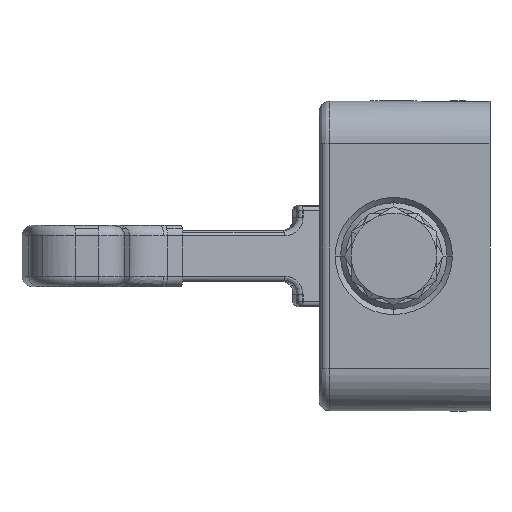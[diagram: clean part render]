
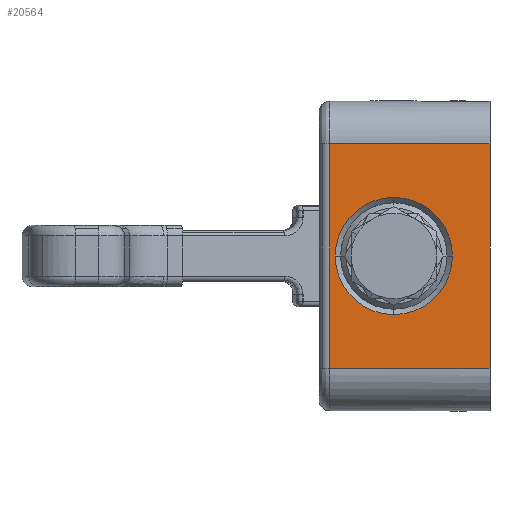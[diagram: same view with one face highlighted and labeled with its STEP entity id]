
A CAD part, left-side view. The second image highlights one B-rep face of the part: STEP entity #20564.
In plain terms, the highlighted planar face has unit normal (-1, 0, 0).
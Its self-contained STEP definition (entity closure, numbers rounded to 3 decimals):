
#1344=CARTESIAN_POINT('',(-67.5,28.965,0.));
#1345=VERTEX_POINT('',#1344);
#1361=CARTESIAN_POINT('',(-67.5,18.,10.965));
#1362=VERTEX_POINT('',#1361);
#1369=CARTESIAN_POINT('',(-67.5,18.,0.0));
#1370=DIRECTION('',(-1.0,0.0,0.0));
#1371=DIRECTION('',(0.0,1.0,0.0));
#1372=AXIS2_PLACEMENT_3D('',#1369,#1370,#1371);
#1373=CIRCLE('',#1372,10.965);
#1374=EDGE_CURVE('',#1362,#1345,#1373,.T.);
#1394=CARTESIAN_POINT('',(-67.5,30.0,-21.0));
#1395=VERTEX_POINT('',#1394);
#1409=CARTESIAN_POINT('',(-67.5,30.0,21.0));
#1410=VERTEX_POINT('',#1409);
#1411=CARTESIAN_POINT('',(-67.5,30.0,21.0));
#1412=DIRECTION('',(0.0,0.0,-1.0));
#1413=VECTOR('',#1412,42.0);
#1414=LINE('',#1411,#1413);
#1415=EDGE_CURVE('',#1395,#1410,#1414,.F.);
#2412=CARTESIAN_POINT('',(-67.5,7.035,0.));
#2413=VERTEX_POINT('',#2412);
#2427=CARTESIAN_POINT('',(-67.5,18.,-10.965));
#2428=VERTEX_POINT('',#2427);
#2435=CARTESIAN_POINT('',(-67.5,18.,0.0));
#2436=DIRECTION('',(-1.0,0.0,0.0));
#2437=DIRECTION('',(0.0,1.0,0.0));
#2438=AXIS2_PLACEMENT_3D('',#2435,#2436,#2437);
#2439=CIRCLE('',#2438,10.965);
#2440=EDGE_CURVE('',#2428,#2413,#2439,.T.);
#3185=CARTESIAN_POINT('',(-67.5,18.,0.0));
#3186=DIRECTION('',(-1.0,0.0,0.0));
#3187=DIRECTION('',(0.0,1.0,0.0));
#3188=AXIS2_PLACEMENT_3D('',#3185,#3186,#3187);
#3189=CIRCLE('',#3188,10.965);
#3190=EDGE_CURVE('',#2413,#1362,#3189,.T.);
#11971=CARTESIAN_POINT('',(-67.5,18.,0.0));
#11972=DIRECTION('',(-1.0,0.0,0.0));
#11973=DIRECTION('',(0.0,1.0,0.0));
#11974=AXIS2_PLACEMENT_3D('',#11971,#11972,#11973);
#11975=CIRCLE('',#11974,10.965);
#11976=EDGE_CURVE('',#1345,#2428,#11975,.T.);
#20517=CARTESIAN_POINT('',(-67.5,0.0,-21.0));
#20518=VERTEX_POINT('',#20517);
#20526=CARTESIAN_POINT('',(-67.5,30.0,-21.0));
#20527=DIRECTION('',(0.0,-1.0,0.0));
#20528=VECTOR('',#20527,30.0);
#20529=LINE('',#20526,#20528);
#20530=EDGE_CURVE('',#20518,#1395,#20529,.F.);
#20535=CARTESIAN_POINT('',(-67.5,-1.5,23.1));
#20536=DIRECTION('',(1.0,0.0,0.0));
#20537=DIRECTION('',(0.0,0.0,-1.0));
#20538=AXIS2_PLACEMENT_3D('',#20535,#20536,#20537);
#20539=PLANE('',#20538);
#20540=ORIENTED_EDGE('',*,*,#1415,.F.);
#20541=ORIENTED_EDGE('',*,*,#20530,.F.);
#20542=CARTESIAN_POINT('',(-67.5,0.0,21.0));
#20543=VERTEX_POINT('',#20542);
#20544=CARTESIAN_POINT('',(-67.5,0.0,-21.0));
#20545=DIRECTION('',(0.0,0.0,1.0));
#20546=VECTOR('',#20545,42.0);
#20547=LINE('',#20544,#20546);
#20548=EDGE_CURVE('',#20518,#20543,#20547,.T.);
#20549=ORIENTED_EDGE('',*,*,#20548,.T.);
#20550=CARTESIAN_POINT('',(-67.5,30.0,21.0));
#20551=DIRECTION('',(0.0,-1.0,0.0));
#20552=VECTOR('',#20551,30.0);
#20553=LINE('',#20550,#20552);
#20554=EDGE_CURVE('',#20543,#1410,#20553,.F.);
#20555=ORIENTED_EDGE('',*,*,#20554,.T.);
#20556=EDGE_LOOP('',(#20540,#20541,#20549,#20555));
#20557=FACE_OUTER_BOUND('',#20556,.T.);
#20558=ORIENTED_EDGE('',*,*,#1374,.F.);
#20559=ORIENTED_EDGE('',*,*,#3190,.F.);
#20560=ORIENTED_EDGE('',*,*,#2440,.F.);
#20561=ORIENTED_EDGE('',*,*,#11976,.F.);
#20562=EDGE_LOOP('',(#20558,#20559,#20560,#20561));
#20563=FACE_BOUND('',#20562,.T.);
#20564=ADVANCED_FACE('',(#20557,#20563),#20539,.F.);
